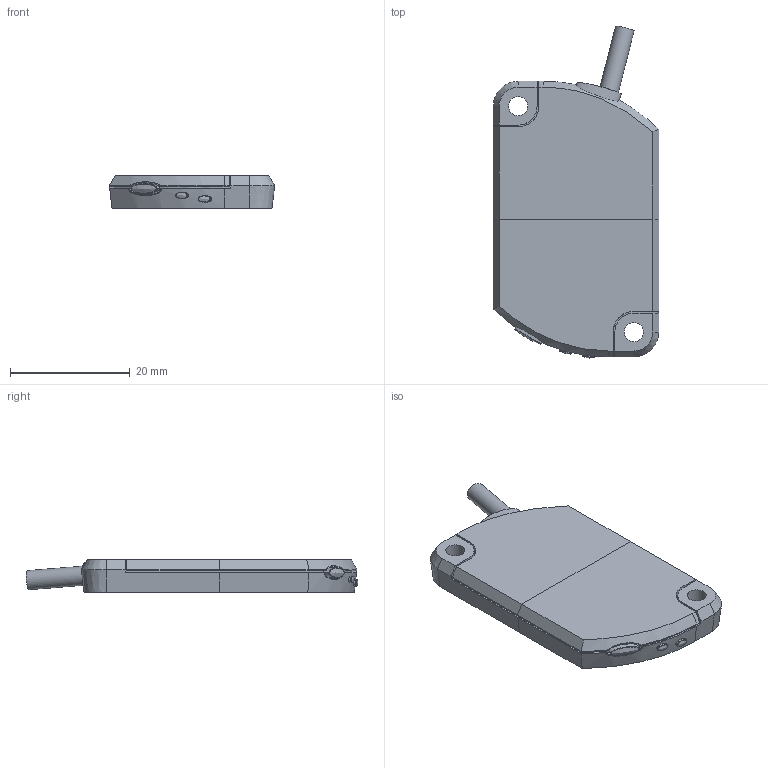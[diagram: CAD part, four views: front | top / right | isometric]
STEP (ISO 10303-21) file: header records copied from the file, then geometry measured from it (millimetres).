
FILE_DESCRIPTION(/* description */ (''),/* implementation_level */ '2;1');
FILE_NAME(/* name */ 'CD46CNC10xP.stp',/* time_stamp */ '2017-03-02T08:21:22+01:00',/* author */ ('tvb'),/* organization */ (''),/* preprocessor_version */ 'ST-DEVELOPER v16.1',/* originating_system */ 'Autodesk Inventor 2016',/* authorisation */ '');
FILE_SCHEMA (('AUTOMOTIVE_DESIGN { 1 0 10303 214 3 1 1 }'));
Length unit declared in the file: centimetre
Products named in the file (1): CD46CNC10xP_1
Bounding box: 27.6 x 55.42 x 5.5 mm (x, y, z)
Volume: 6037.6 mm3; surface area: 3387.1 mm2
Topology: 1 solids, 1 shells, 113 faces, 276 edges, 172 vertices
Faces by surface type: plane 60, bspline 44, cylinder 5, cone 4
Full cylindrical faces by diameter (mm): 3.2 x3, 6.2 x2
Entity records: 5192 total; most frequent: CARTESIAN_POINT 2858, ORIENTED_EDGE 540, DIRECTION 351, EDGE_CURVE 270, VERTEX_POINT 171, LINE 167, VECTOR 167, EDGE_LOOP 129
